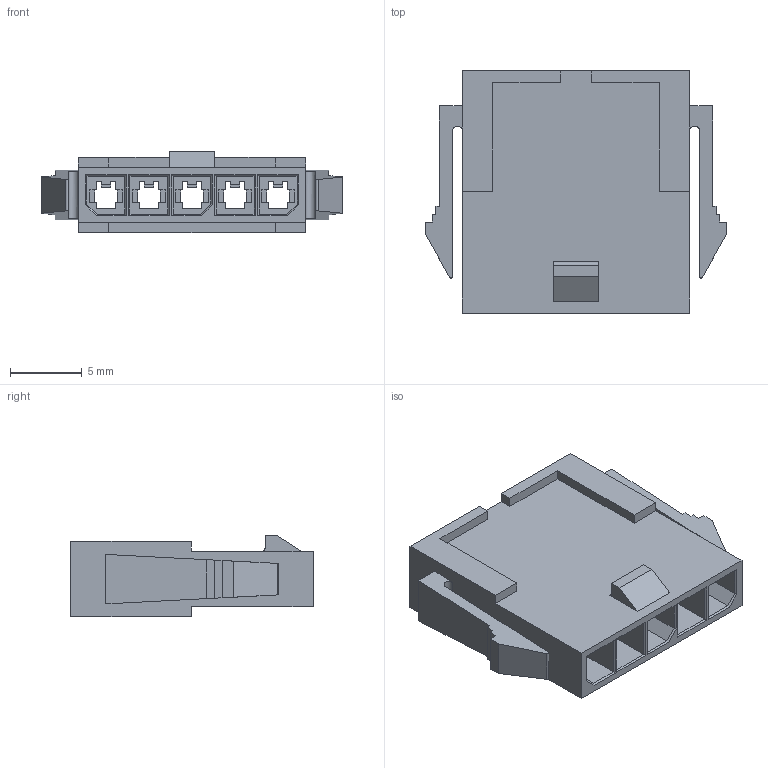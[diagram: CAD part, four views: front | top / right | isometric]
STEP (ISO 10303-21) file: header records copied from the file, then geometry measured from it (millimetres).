
FILE_DESCRIPTION(/* description */ ('Unknown'),/* implementation_level */ '2;1');
FILE_NAME(/* name */ '66200511822',/* time_stamp */ '2019-08-19T16:12:35+02:00',/* author */ ('Unknown'),/* organization */ ('Unknown'),/* preprocessor_version */ 'ST-DEVELOPER v16.7',/* originating_system */ 'DEX',/* authorisation */ $);
FILE_SCHEMA (('AUTOMOTIVE_DESIGN {1 0 10303 214 3 1 1}'));
Length unit declared in the file: millimetre
Products named in the file (2): 6620xx11822; 66200511822
Assembly tree (1 placements, depth 2):
  6620xx11822
    66200511822
Bounding box: 21.05 x 16.9 x 5.7 mm (x, y, z)
Volume: 727.8 mm3; surface area: 1869.1 mm2
Topology: 1 solids, 1 shells, 287 faces, 788 edges, 511 vertices
Faces by surface type: plane 272, cylinder 15
Entity records: 8957 total; most frequent: CARTESIAN_POINT 1588, ORIENTED_EDGE 1576, DIRECTION 1396, EDGE_CURVE 788, LINE 758, VECTOR 758, VERTEX_POINT 511, AXIS2_PLACEMENT_3D 319
